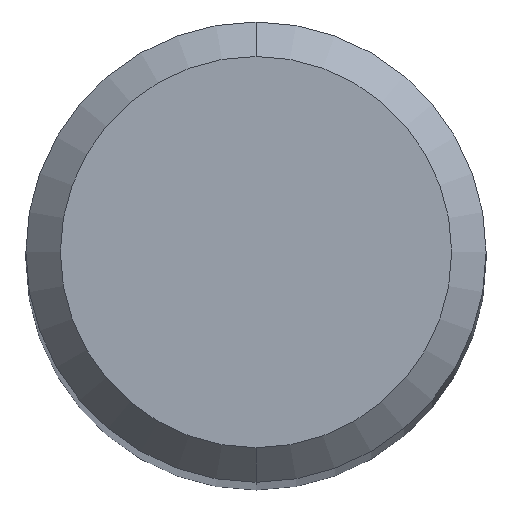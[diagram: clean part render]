
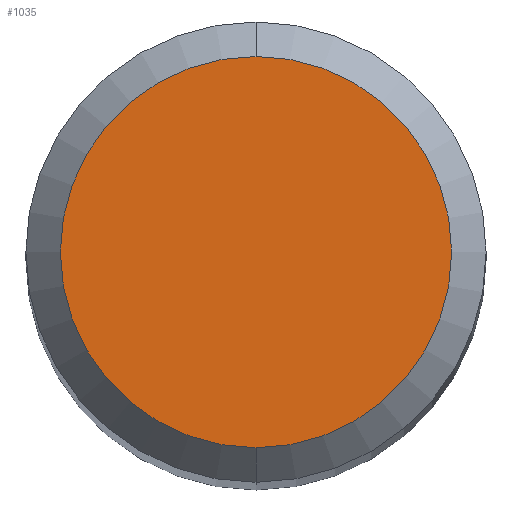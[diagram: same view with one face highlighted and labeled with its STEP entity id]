
A CAD part, top view. The second image highlights one B-rep face of the part: STEP entity #1035.
In plain terms, the highlighted planar face has unit normal (0, 0, 1).
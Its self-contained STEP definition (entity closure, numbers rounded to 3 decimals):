
#425=VERTEX_POINT('',#1228);
#567=VERTEX_POINT('',#1385);
#855=EDGE_CURVE('',#425,#567,#1696,.T.);
#1035=ADVANCED_FACE('',(#1892),#1893,.T.);
#1161=EDGE_CURVE('',#567,#425,#2029,.T.);
#1228=CARTESIAN_POINT('',(0.,-1.7,0.0));
#1385=CARTESIAN_POINT('',(0.0,1.7,0.0));
#1696=CIRCLE('',#4123,1.7);
#1892=FACE_OUTER_BOUND('',#4748,.T.);
#1893=PLANE('',#4749);
#2029=CIRCLE('',#5254,1.7);
#4123=AXIS2_PLACEMENT_3D('',#5922,#5923,#5924);
#4748=EDGE_LOOP('',(#6136,#6137));
#4749=AXIS2_PLACEMENT_3D('',#6138,#6139,#6140);
#5254=AXIS2_PLACEMENT_3D('',#6282,#6283,#6284);
#5922=CARTESIAN_POINT('',(0.0,0.0,0.0));
#5923=DIRECTION('',(0.0,0.0,-1.0));
#5924=DIRECTION('',(0.0,1.0,0.0));
#6136=ORIENTED_EDGE('',*,*,#1161,.F.);
#6137=ORIENTED_EDGE('',*,*,#855,.F.);
#6138=CARTESIAN_POINT('',(0.0,0.85,0.0));
#6139=DIRECTION('',(-0.0,0.0,1.0));
#6140=DIRECTION('',(0.0,-1.0,0.0));
#6282=CARTESIAN_POINT('',(0.0,0.0,0.0));
#6283=DIRECTION('',(0.0,0.0,-1.0));
#6284=DIRECTION('',(0.0,1.0,0.0));
